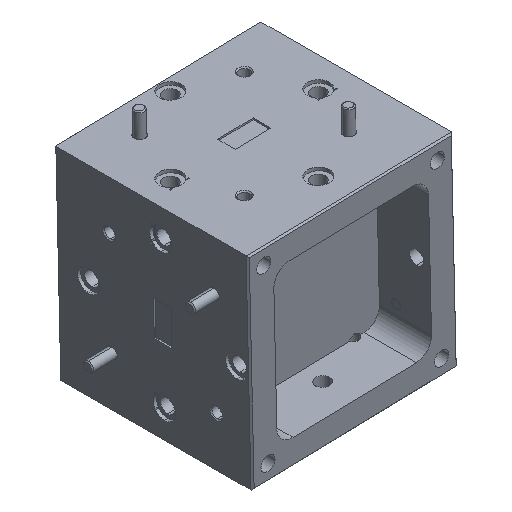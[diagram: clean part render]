
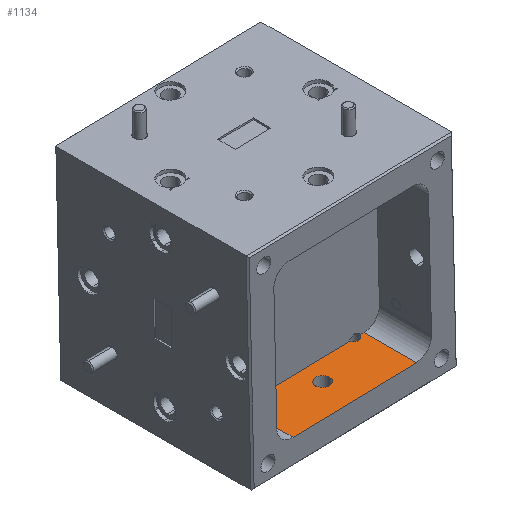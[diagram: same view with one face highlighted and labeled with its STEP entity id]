
A CAD part, isometric view. The second image highlights one B-rep face of the part: STEP entity #1134.
In plain terms, the highlighted planar face has unit normal (-0.024, 0, 1).
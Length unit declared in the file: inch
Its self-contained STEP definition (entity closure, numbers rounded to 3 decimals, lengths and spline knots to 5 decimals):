
#73 = FACE_BOUND ( 'NONE', #18609, .T. ) ;
#1134 = ADVANCED_FACE ( 'NONE', ( #73, #14571 ), #19808, .F. ) ;
#1249 = CARTESIAN_POINT ( 'NONE',  ( -1.26589, 0.10339, 0.82659 ) ) ;
#1519 = VERTEX_POINT ( 'NONE', #14047 ) ;
#1655 = DIRECTION ( 'NONE',  ( 0., -1., 0. ) ) ;
#1736 = DIRECTION ( 'NONE',  ( 1., 0., 0.024 ) ) ;
#2086 = VERTEX_POINT ( 'NONE', #8270 ) ;
#2121 = CIRCLE ( 'NONE', #6246, 0.02975 ) ;
#2408 = VERTEX_POINT ( 'NONE', #11686 ) ;
#2542 = DIRECTION ( 'NONE',  ( 1., 0., 0.024 ) ) ;
#3498 = VERTEX_POINT ( 'NONE', #12479 ) ;
#4180 = CARTESIAN_POINT ( 'NONE',  ( -1.26589, -0.22661, 0.82659 ) ) ;
#4410 = LINE ( 'NONE', #1249, #8588 ) ;
#4437 = VERTEX_POINT ( 'NONE', #23167 ) ;
#4662 = CARTESIAN_POINT ( 'NONE',  ( -1.26589, 0.10339, 0.82659 ) ) ;
#4711 = LINE ( 'NONE', #19165, #17631 ) ;
#4947 = CARTESIAN_POINT ( 'NONE',  ( -1.26589, 0.10339, 0.82659 ) ) ;
#5014 = VERTEX_POINT ( 'NONE', #19363 ) ;
#5381 = CARTESIAN_POINT ( 'NONE',  ( -0.77603, -0.02436, 0.83842 ) ) ;
#5397 = CARTESIAN_POINT ( 'NONE',  ( -1.26589, 0.10339, 0.82659 ) ) ;
#5443 = DIRECTION ( 'NONE',  ( 1., 0., 0.024 ) ) ;
#5645 = EDGE_CURVE ( 'NONE', #10726, #2086, #19556, .T. ) ;
#6132 = AXIS2_PLACEMENT_3D ( 'NONE', #7763, #16780, #2542 ) ;
#6246 = AXIS2_PLACEMENT_3D ( 'NONE', #12449, #23132, #5443 ) ;
#6529 = VERTEX_POINT ( 'NONE', #20753 ) ;
#6681 = ORIENTED_EDGE ( 'NONE', *, *, #12535, .T. ) ;
#7377 = ORIENTED_EDGE ( 'NONE', *, *, #18033, .F. ) ;
#7763 = CARTESIAN_POINT ( 'NONE',  ( -0.44467, 0.11294, 0.84641 ) ) ;
#7826 = EDGE_CURVE ( 'NONE', #1519, #3498, #2121, .T. ) ;
#8270 = CARTESIAN_POINT ( 'NONE',  ( -0.82052, -0.02436, 0.83734 ) ) ;
#8319 = LINE ( 'NONE', #4662, #10159 ) ;
#8322 = VECTOR ( 'NONE', #9694, 39.37008 ) ;
#8477 = CARTESIAN_POINT ( 'NONE',  ( -1.16591, -0.22661, 0.82901 ) ) ;
#8588 = VECTOR ( 'NONE', #13766, 39.37008 ) ;
#9366 = ORIENTED_EDGE ( 'NONE', *, *, #12237, .T. ) ;
#9694 = DIRECTION ( 'NONE',  ( 1., 0., 0.024 ) ) ;
#9759 = CARTESIAN_POINT ( 'NONE',  ( -0.77603, -0.02436, 0.83842 ) ) ;
#9825 = VECTOR ( 'NONE', #14508, 39.37008 ) ;
#9895 = EDGE_CURVE ( 'NONE', #6529, #4437, #4711, .T. ) ;
#9899 = CIRCLE ( 'NONE', #6132, 0.0335 ) ;
#10159 = VECTOR ( 'NONE', #11767, 39.37008 ) ;
#10212 = ORIENTED_EDGE ( 'NONE', *, *, #17948, .T. ) ;
#10726 = VERTEX_POINT ( 'NONE', #15958 ) ;
#10871 = AXIS2_PLACEMENT_3D ( 'NONE', #9759, #13136, #20369 ) ;
#11427 = EDGE_CURVE ( 'NONE', #2408, #5014, #9899, .T. ) ;
#11686 = CARTESIAN_POINT ( 'NONE',  ( -0.41257, 0.10339, 0.84719 ) ) ;
#11767 = DIRECTION ( 'NONE',  ( 1., 0., 0.024 ) ) ;
#12041 = AXIS2_PLACEMENT_3D ( 'NONE', #5381, #15700, #1736 ) ;
#12237 = EDGE_CURVE ( 'NONE', #19568, #14884, #13949, .T. ) ;
#12449 = CARTESIAN_POINT ( 'NONE',  ( -1.10739, 0.11294, 0.83042 ) ) ;
#12479 = CARTESIAN_POINT ( 'NONE',  ( -1.13556, 0.10339, 0.82974 ) ) ;
#12535 = EDGE_CURVE ( 'NONE', #2086, #10726, #21818, .T. ) ;
#13136 = DIRECTION ( 'NONE',  ( 0.024, 0., -1. ) ) ;
#13144 = ORIENTED_EDGE ( 'NONE', *, *, #21081, .F. ) ;
#13372 = ORIENTED_EDGE ( 'NONE', *, *, #11427, .T. ) ;
#13386 = CARTESIAN_POINT ( 'NONE',  ( -1.16591, 0.10339, 0.82901 ) ) ;
#13421 = LINE ( 'NONE', #4180, #8322 ) ;
#13472 = DIRECTION ( 'NONE',  ( 0., 1., 0. ) ) ;
#13766 = DIRECTION ( 'NONE',  ( 1., 0., 0.024 ) ) ;
#13908 = VECTOR ( 'NONE', #1655, 39.37008 ) ;
#13949 = LINE ( 'NONE', #19396, #13908 ) ;
#14047 = CARTESIAN_POINT ( 'NONE',  ( -1.07922, 0.10339, 0.8311 ) ) ;
#14169 = AXIS2_PLACEMENT_3D ( 'NONE', #4947, #20632, #16627 ) ;
#14278 = LINE ( 'NONE', #5397, #9825 ) ;
#14374 = ORIENTED_EDGE ( 'NONE', *, *, #7826, .T. ) ;
#14508 = DIRECTION ( 'NONE',  ( 1., 0., 0.024 ) ) ;
#14571 = FACE_OUTER_BOUND ( 'NONE', #19055, .T. ) ;
#14884 = VERTEX_POINT ( 'NONE', #8477 ) ;
#14925 = EDGE_CURVE ( 'NONE', #1519, #5014, #14278, .T. ) ;
#15700 = DIRECTION ( 'NONE',  ( 0.024, 0., -1. ) ) ;
#15958 = CARTESIAN_POINT ( 'NONE',  ( -0.73154, -0.02436, 0.83949 ) ) ;
#16627 = DIRECTION ( 'NONE',  ( 1., 0., 0.024 ) ) ;
#16780 = DIRECTION ( 'NONE',  ( 0.024, 0., -1. ) ) ;
#17631 = VECTOR ( 'NONE', #13472, 39.37008 ) ;
#17948 = EDGE_CURVE ( 'NONE', #14884, #6529, #13421, .T. ) ;
#18033 = EDGE_CURVE ( 'NONE', #2408, #4437, #8319, .T. ) ;
#18609 = EDGE_LOOP ( 'NONE', ( #6681, #21355 ) ) ;
#19055 = EDGE_LOOP ( 'NONE', ( #7377, #13372, #21653, #14374, #13144, #9366, #10212, #22969 ) ) ;
#19165 = CARTESIAN_POINT ( 'NONE',  ( -0.38614, 0.10339, 0.84783 ) ) ;
#19363 = CARTESIAN_POINT ( 'NONE',  ( -0.47677, 0.10339, 0.84564 ) ) ;
#19396 = CARTESIAN_POINT ( 'NONE',  ( -1.16591, -0.22661, 0.82901 ) ) ;
#19556 = CIRCLE ( 'NONE', #10871, 0.0445 ) ;
#19568 = VERTEX_POINT ( 'NONE', #13386 ) ;
#19808 = PLANE ( 'NONE',  #14169 ) ;
#20369 = DIRECTION ( 'NONE',  ( 1., 0., 0.024 ) ) ;
#20632 = DIRECTION ( 'NONE',  ( 0.024, 0., -1. ) ) ;
#20753 = CARTESIAN_POINT ( 'NONE',  ( -0.38614, -0.22661, 0.84783 ) ) ;
#21081 = EDGE_CURVE ( 'NONE', #19568, #3498, #4410, .T. ) ;
#21355 = ORIENTED_EDGE ( 'NONE', *, *, #5645, .T. ) ;
#21653 = ORIENTED_EDGE ( 'NONE', *, *, #14925, .F. ) ;
#21818 = CIRCLE ( 'NONE', #12041, 0.0445 ) ;
#22969 = ORIENTED_EDGE ( 'NONE', *, *, #9895, .T. ) ;
#23132 = DIRECTION ( 'NONE',  ( 0.024, 0., -1. ) ) ;
#23167 = CARTESIAN_POINT ( 'NONE',  ( -0.38614, 0.10339, 0.84783 ) ) ;
